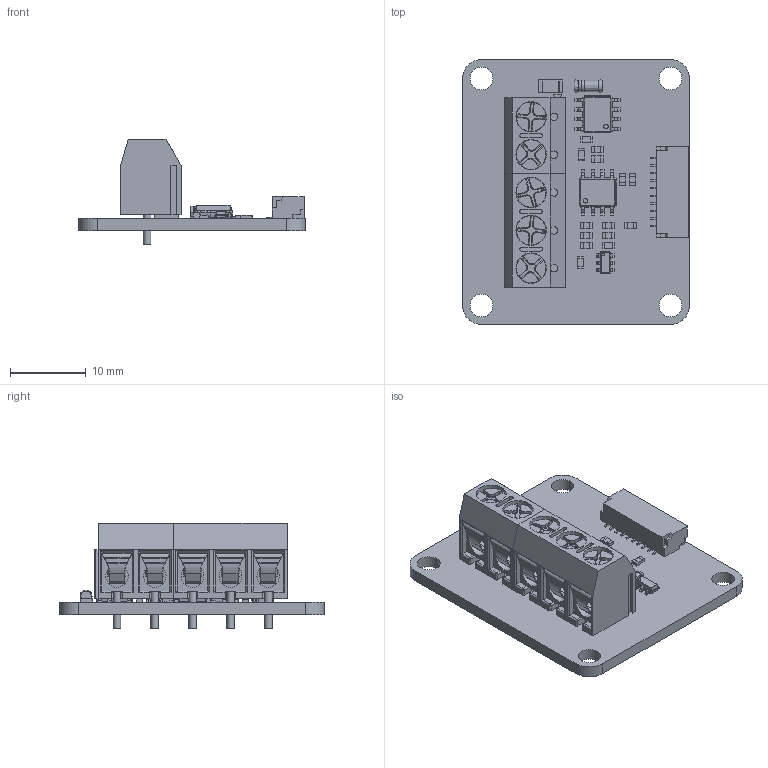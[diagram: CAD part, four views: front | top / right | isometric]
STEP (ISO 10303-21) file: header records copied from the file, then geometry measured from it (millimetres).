
FILE_DESCRIPTION(('FreeCAD Model'),'2;1');
FILE_NAME( 'analog-out.step', '2017-08-01T11:39:33',('kicad StepUp'),('ksu MCAD'), 'Open CASCADE STEP processor 6.8','FreeCAD','Unknown');
FILE_SCHEMA(('AUTOMOTIVE_DESIGN_CC2 { 1 2 10303 214 -1 1 5 4 }'));
Length unit declared in the file: millimetre
Products named in the file (22): Pcb; R_0603_; R_0603_001; R_0603_002; R_0603_003; R_0603_004; R_0603_005; R_0603_006; R_0603_007; R_0603_008; R_0603_009; C_0603_; C_0603_001; C_0603_002; C_0603_003; Fusion008_; soic_8_39x49_p127_; Fusion_; soic_8_39x49_p127_001; SM10B-SRSS_; MiniMelf_; F_1206_
Bounding box: 30 x 35 x 14 mm (x, y, z)
Volume: 3153.6 mm3; surface area: 5278 mm2
Topology: 24 solids, 27 shells, 1579 faces, 4160 edges, 2671 vertices
Faces by surface type: plane 997, cylinder 468, bspline 84, torus 20, sphere 10
Full cylindrical faces by diameter (mm): 0.6 x2, 1 x10, 1.3 x5, 2.4 x10, 3 x9, 3.9 x5, 4 x5
Entity records: 61517 total; most frequent: CARTESIAN_POINT 11161, ORIENTED_EDGE 8272, DIRECTION 7946, EDGE_CURVE 4140, LINE 3022, VECTOR 3022, VERTEX_POINT 2671, AXIS2_PLACEMENT_3D 2462
